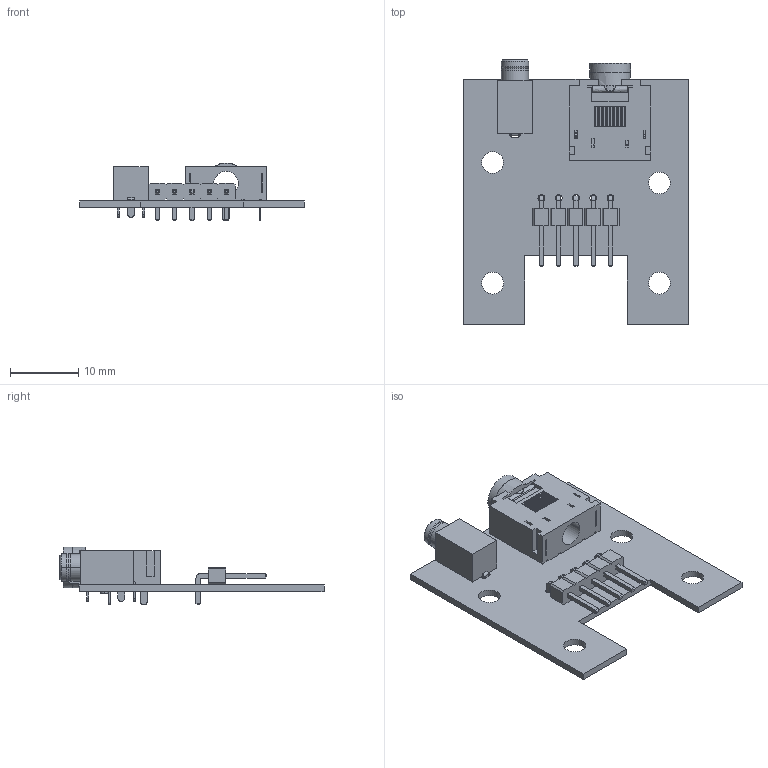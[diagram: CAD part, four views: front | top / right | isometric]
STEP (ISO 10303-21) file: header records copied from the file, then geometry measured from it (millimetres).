
FILE_DESCRIPTION(('KiCad electronic assembly'),'2;1');
FILE_NAME('SH101_IO.step','2023-11-25T13:00:23',('Pcbnew'),('Kicad'), 'Open CASCADE STEP processor 7.5','KiCad to STEP converter','Unknown' );
FILE_SCHEMA(('AUTOMOTIVE_DESIGN { 1 0 10303 214 1 1 1 1 }'));
Length unit declared in the file: millimetre
Products named in the file (8): SH101_IO 1; CUI_DEVICES_SJ1-3523N; SOLID; CUI_DEVICES_SJ1-2503A; COMPOUND; PinHeader_1x05_P2.54mm_Horizontal; SH101_IO PCB
Assembly tree (7 placements, depth 3):
  SH101_IO 1
    CUI_DEVICES_SJ1-3523N
      SOLID
    CUI_DEVICES_SJ1-2503A
      COMPOUND
    PinHeader_1x05_P2.54mm_Horizontal
      SOLID
    SH101_IO PCB
Bounding box: 33 x 38.8 x 8.51 mm (x, y, z)
Volume: 1924.2 mm3; surface area: 3672.9 mm2
Topology: 7 solids, 7 shells, 511 faces, 1342 edges, 876 vertices
Faces by surface type: bspline 458, cylinder 29, plane 24
Full cylindrical faces by diameter (mm): 1 x5, 1.2 x6, 3.2 x4
Entity records: 32774 total; most frequent: CARTESIAN_POINT 12730, B_SPLINE_CURVE_WITH_KNOTS 3229, ORIENTED_EDGE 2684, PCURVE 2684, DEFINITIONAL_REPRESENTATION 2684, EDGE_CURVE 1342, SURFACE_CURVE 1327, VERTEX_POINT 876
